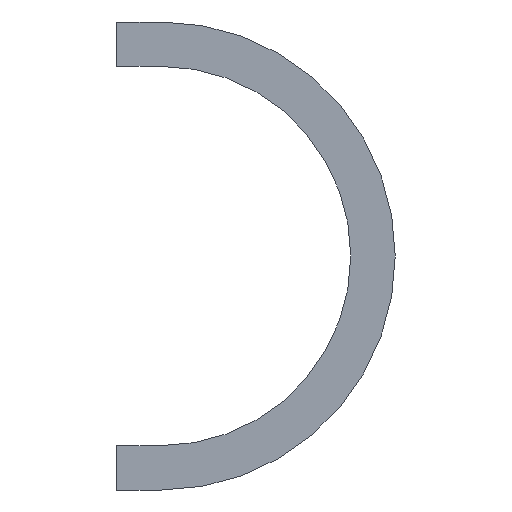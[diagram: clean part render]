
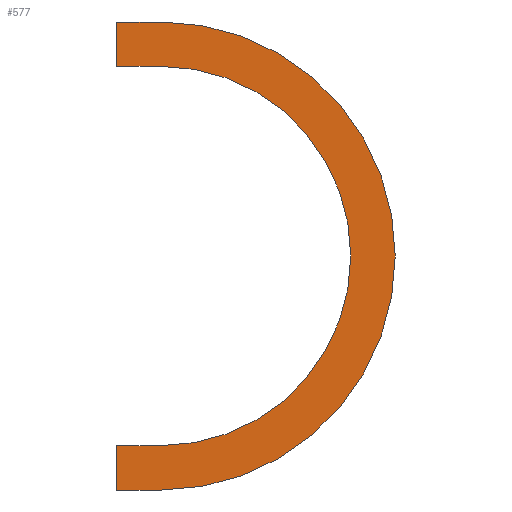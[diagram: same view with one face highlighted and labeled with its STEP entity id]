
A CAD part, front view. The second image highlights one B-rep face of the part: STEP entity #577.
In plain terms, the highlighted planar face has unit normal (0, -1, 0).
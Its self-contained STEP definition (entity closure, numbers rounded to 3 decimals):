
#63=DIRECTION('',(0.,0.,1.));
#64=VECTOR('',#63,10.);
#65=CARTESIAN_POINT('',(-10.,-8.5,-52.656));
#66=LINE('',#65,#64);
#112=DIRECTION('',(-1.,0.,0.));
#113=VECTOR('',#112,10.);
#114=CARTESIAN_POINT('',(0.,-8.5,42.656));
#115=LINE('',#114,#113);
#143=DIRECTION('',(0.,0.,-1.));
#144=VECTOR('',#143,10.);
#145=CARTESIAN_POINT('',(-10.,-8.5,52.656));
#146=LINE('',#145,#144);
#197=DIRECTION('',(-1.,0.,0.));
#198=VECTOR('',#197,10.);
#199=CARTESIAN_POINT('',(0.,-8.5,52.656));
#200=LINE('',#199,#198);
#201=CARTESIAN_POINT('',(0.,-8.5,0.));
#202=DIRECTION('',(0.,1.,0.));
#203=DIRECTION('',(0.,0.,1.));
#204=AXIS2_PLACEMENT_3D('',#201,#202,#203);
#206=DIRECTION('',(-1.,0.,0.));
#207=VECTOR('',#206,10.);
#208=CARTESIAN_POINT('',(0.,-8.5,-52.656));
#209=LINE('',#208,#207);
#214=CARTESIAN_POINT('',(0.,-8.5,0.));
#215=DIRECTION('',(0.,1.,0.));
#216=DIRECTION('',(0.,0.,1.));
#217=AXIS2_PLACEMENT_3D('',#214,#215,#216);
#223=DIRECTION('',(-1.,0.,0.));
#224=VECTOR('',#223,10.);
#225=CARTESIAN_POINT('',(0.,-8.5,-42.656));
#226=LINE('',#225,#224);
#243=CARTESIAN_POINT('',(-10.,-8.5,-52.656));
#244=VERTEX_POINT('',#243);
#245=CARTESIAN_POINT('',(-10.,-8.5,-42.656));
#246=VERTEX_POINT('',#245);
#261=CARTESIAN_POINT('',(0.,-8.5,-52.656));
#262=VERTEX_POINT('',#261);
#263=CARTESIAN_POINT('',(0.,-8.5,-42.656));
#264=VERTEX_POINT('',#263);
#277=CARTESIAN_POINT('',(-10.,-8.5,52.656));
#278=VERTEX_POINT('',#277);
#279=CARTESIAN_POINT('',(-10.,-8.5,42.656));
#280=VERTEX_POINT('',#279);
#293=CARTESIAN_POINT('',(0.,-8.5,52.656));
#294=VERTEX_POINT('',#293);
#295=CARTESIAN_POINT('',(0.,-8.5,42.656));
#296=VERTEX_POINT('',#295);
#559=CARTESIAN_POINT('',(0.,-8.5,0.));
#560=DIRECTION('',(0.,1.,0.));
#561=DIRECTION('',(0.,0.,-1.));
#562=AXIS2_PLACEMENT_3D('',#559,#560,#561);
#563=PLANE('',#562);
#565=ORIENTED_EDGE('',*,*,#564,.F.);
#566=ORIENTED_EDGE('',*,*,#470,.T.);
#567=ORIENTED_EDGE('',*,*,#490,.F.);
#568=ORIENTED_EDGE('',*,*,#323,.F.);
#569=ORIENTED_EDGE('',*,*,#310,.T.);
#571=ORIENTED_EDGE('',*,*,#570,.T.);
#572=ORIENTED_EDGE('',*,*,#404,.T.);
#574=ORIENTED_EDGE('',*,*,#573,.F.);
#575=EDGE_LOOP('',(#565,#566,#567,#568,#569,#571,#572,#574));
#576=FACE_OUTER_BOUND('',#575,.F.);
#577=ADVANCED_FACE('',(#576),#563,.F.);
#205=CIRCLE('',#204,52.656);
#218=CIRCLE('',#217,42.656);
#310=EDGE_CURVE('',#294,#262,#205,.T.);
#323=EDGE_CURVE('',#294,#278,#200,.T.);
#404=EDGE_CURVE('',#244,#246,#66,.T.);
#470=EDGE_CURVE('',#296,#280,#115,.T.);
#490=EDGE_CURVE('',#278,#280,#146,.T.);
#564=EDGE_CURVE('',#296,#264,#218,.T.);
#570=EDGE_CURVE('',#262,#244,#209,.T.);
#573=EDGE_CURVE('',#264,#246,#226,.T.);
